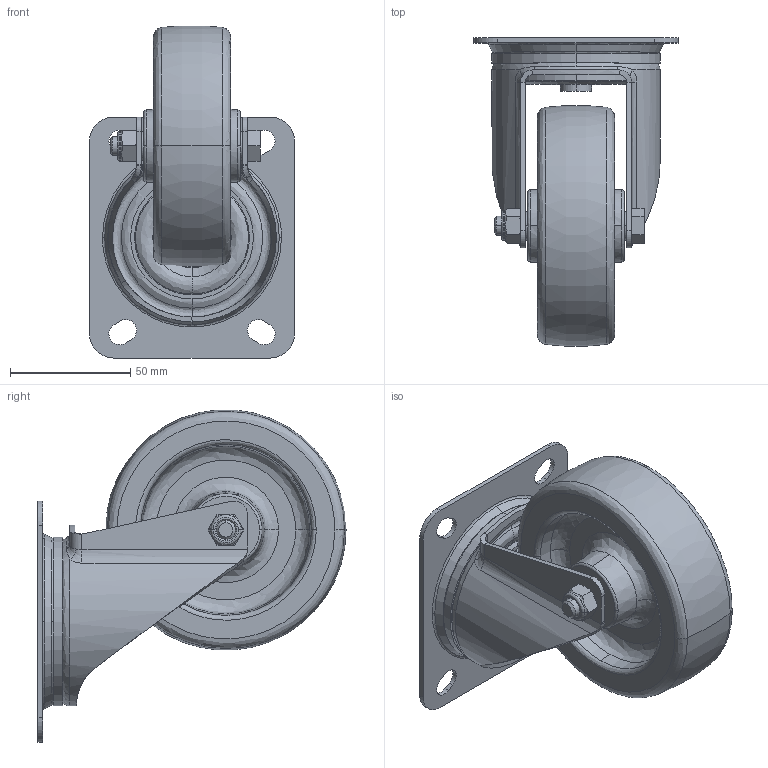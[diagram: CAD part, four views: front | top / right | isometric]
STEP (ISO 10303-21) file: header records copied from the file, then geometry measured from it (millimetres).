
FILE_DESCRIPTION (( 'STEP AP214' ), '1' );
FILE_NAME ('0056760.step', '2024-04-09T08:33:59', ( '' ), ( '' ), 'SwSTEP 2.0', 'SolidWorks 2020', '' );
FILE_SCHEMA (( 'AUTOMOTIVE_DESIGN' ));
Length unit declared in the file: millimetre
Products named in the file (1): 0056760
Bounding box: 85 x 127.91 x 137.77 mm (x, y, z)
Volume: 237478.8 mm3; surface area: 82516.9 mm2
Topology: 5 solids, 8 shells, 291 faces, 693 edges, 442 vertices
Faces by surface type: bspline 111, plane 70, cylinder 62, cone 46, torus 2
Entity records: 16159 total; most frequent: CARTESIAN_POINT 9272, ORIENTED_EDGE 1386, DIRECTION 1269, EDGE_CURVE 693, AXIS2_PLACEMENT_3D 541, VERTEX_POINT 442, CIRCLE 360, EDGE_LOOP 331
